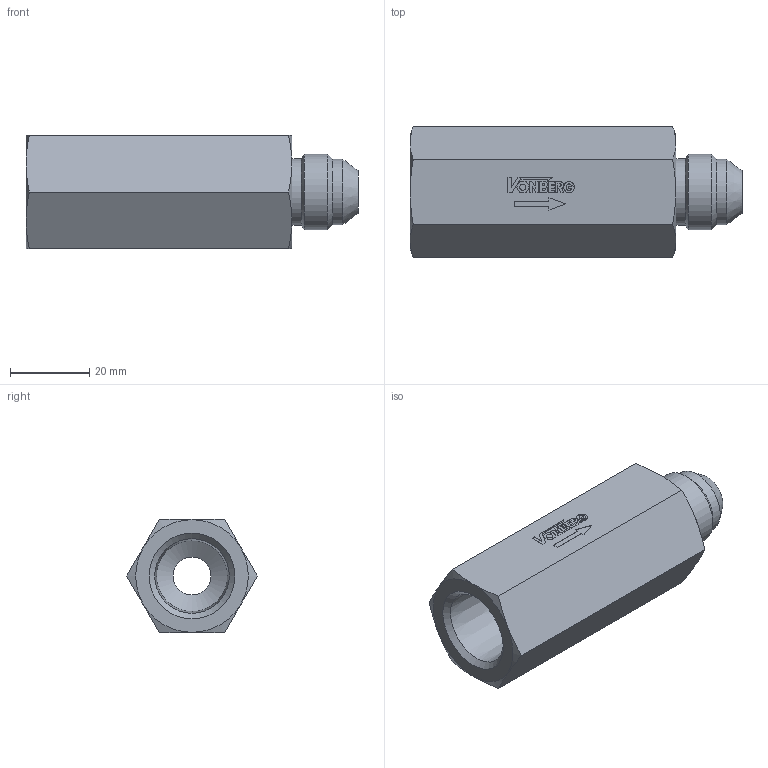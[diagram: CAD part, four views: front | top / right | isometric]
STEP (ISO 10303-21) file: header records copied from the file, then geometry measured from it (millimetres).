
FILE_DESCRIPTION((''),'2;1');
FILE_NAME('28001-104.stp','2015-02-13T15:06:28',('jml'),(''),'Autodesk Inventor 2010','Autodesk Inventor 2010','');
FILE_SCHEMA(('AUTOMOTIVE_DESIGN { 1 0 10303 214 1 1 1 1 }'));
Length unit declared in the file: inch
Products named in the file (1): 221370
Bounding box: 83.82 x 33 x 28.57 mm (x, y, z)
Volume: 39909.5 mm3; surface area: 11870.2 mm2
Topology: 1 solids, 1 shells, 120 faces, 304 edges, 200 vertices
Faces by surface type: plane 92, cylinder 18, cone 7, bspline 3
Full cylindrical faces by diameter (mm): 1.566 x1, 16.485 x1, 16.688 x1, 19.05 x1
Entity records: 3632 total; most frequent: CARTESIAN_POINT 680, ORIENTED_EDGE 574, DIRECTION 556, EDGE_CURVE 287, VECTOR 230, LINE 230, VERTEX_POINT 197, AXIS2_PLACEMENT_3D 163
